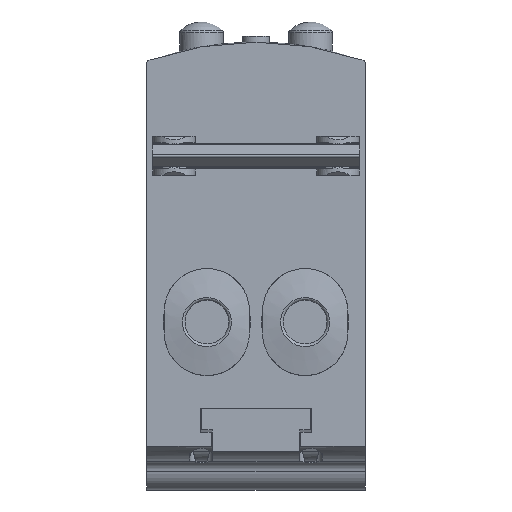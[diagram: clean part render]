
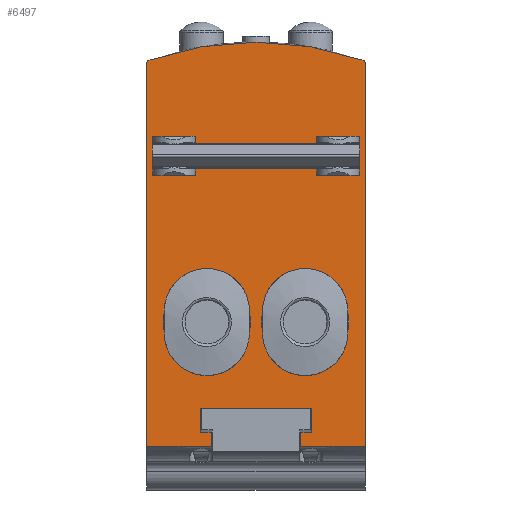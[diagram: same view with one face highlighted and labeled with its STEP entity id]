
A CAD part, front view. The second image highlights one B-rep face of the part: STEP entity #6497.
In plain terms, the highlighted planar face has unit normal (0, -1, 0).
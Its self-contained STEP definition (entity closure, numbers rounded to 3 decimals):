
#75=PLANE('',#6868);
#353=CIRCLE('',#6845,30.);
#366=CIRCLE('',#6869,0.3);
#367=CIRCLE('',#6870,0.3);
#368=CIRCLE('',#6871,4.);
#369=CIRCLE('',#6872,4.);
#680=ORIENTED_EDGE('',*,*,#2014,.F.);
#681=ORIENTED_EDGE('',*,*,#2044,.F.);
#682=ORIENTED_EDGE('',*,*,#2025,.F.);
#683=ORIENTED_EDGE('',*,*,#2155,.F.);
#684=ORIENTED_EDGE('',*,*,#2048,.F.);
#685=ORIENTED_EDGE('',*,*,#2078,.F.);
#686=ORIENTED_EDGE('',*,*,#2059,.F.);
#687=ORIENTED_EDGE('',*,*,#2156,.F.);
#688=ORIENTED_EDGE('',*,*,#2027,.F.);
#689=ORIENTED_EDGE('',*,*,#2157,.T.);
#690=ORIENTED_EDGE('',*,*,#2031,.F.);
#691=ORIENTED_EDGE('',*,*,#2042,.T.);
#692=ORIENTED_EDGE('',*,*,#2061,.F.);
#693=ORIENTED_EDGE('',*,*,#2158,.T.);
#694=ORIENTED_EDGE('',*,*,#2065,.F.);
#695=ORIENTED_EDGE('',*,*,#2076,.T.);
#696=ORIENTED_EDGE('',*,*,#2159,.F.);
#697=ORIENTED_EDGE('',*,*,#2160,.F.);
#698=ORIENTED_EDGE('',*,*,#2161,.F.);
#699=ORIENTED_EDGE('',*,*,#2094,.F.);
#700=ORIENTED_EDGE('',*,*,#2162,.F.);
#701=ORIENTED_EDGE('',*,*,#2163,.T.);
#702=ORIENTED_EDGE('',*,*,#2164,.F.);
#703=ORIENTED_EDGE('',*,*,#2165,.T.);
#704=ORIENTED_EDGE('',*,*,#2166,.T.);
#705=ORIENTED_EDGE('',*,*,#2167,.T.);
#706=ORIENTED_EDGE('',*,*,#2144,.T.);
#707=ORIENTED_EDGE('',*,*,#2168,.T.);
#708=ORIENTED_EDGE('',*,*,#2152,.T.);
#709=ORIENTED_EDGE('',*,*,#2169,.T.);
#710=ORIENTED_EDGE('',*,*,#2170,.T.);
#711=ORIENTED_EDGE('',*,*,#2171,.T.);
#712=ORIENTED_EDGE('',*,*,#2172,.F.);
#713=ORIENTED_EDGE('',*,*,#2173,.F.);
#2014=EDGE_CURVE('',#2757,#2758,#3259,.F.);
#2025=EDGE_CURVE('',#2768,#2754,#3260,.T.);
#2027=EDGE_CURVE('',#2769,#2771,#3261,.F.);
#2031=EDGE_CURVE('',#2774,#2775,#3262,.T.);
#2042=EDGE_CURVE('',#2774,#2771,#3264,.T.);
#2044=EDGE_CURVE('',#2754,#2757,#3266,.T.);
#2048=EDGE_CURVE('',#2787,#2788,#3267,.F.);
#2059=EDGE_CURVE('',#2798,#2784,#3268,.T.);
#2061=EDGE_CURVE('',#2799,#2801,#3269,.F.);
#2065=EDGE_CURVE('',#2804,#2805,#3270,.T.);
#2076=EDGE_CURVE('',#2804,#2801,#3272,.T.);
#2078=EDGE_CURVE('',#2784,#2787,#3274,.T.);
#2094=EDGE_CURVE('',#2829,#2830,#353,.T.);
#2144=EDGE_CURVE('',#2875,#2874,#3307,.T.);
#2152=EDGE_CURVE('',#2883,#2882,#3315,.T.);
#2155=EDGE_CURVE('',#2758,#2768,#3318,.T.);
#2156=EDGE_CURVE('',#2788,#2798,#3319,.T.);
#2157=EDGE_CURVE('',#2769,#2775,#3320,.T.);
#2158=EDGE_CURVE('',#2799,#2805,#3321,.T.);
#2159=EDGE_CURVE('',#2885,#2886,#3322,.T.);
#2160=EDGE_CURVE('',#2887,#2885,#3323,.T.);
#2161=EDGE_CURVE('',#2830,#2887,#366,.T.);
#2162=EDGE_CURVE('',#2888,#2829,#367,.T.);
#2163=EDGE_CURVE('',#2888,#2889,#3324,.T.);
#2164=EDGE_CURVE('',#2890,#2889,#3325,.T.);
#2165=EDGE_CURVE('',#2890,#2891,#3326,.T.);
#2166=EDGE_CURVE('',#2891,#2892,#3327,.T.);
#2167=EDGE_CURVE('',#2892,#2875,#3328,.T.);
#2168=EDGE_CURVE('',#2874,#2883,#3329,.T.);
#2169=EDGE_CURVE('',#2882,#2893,#3330,.T.);
#2170=EDGE_CURVE('',#2893,#2894,#3331,.T.);
#2171=EDGE_CURVE('',#2894,#2886,#3332,.T.);
#2172=EDGE_CURVE('',#2895,#2895,#368,.F.);
#2173=EDGE_CURVE('',#2896,#2896,#369,.F.);
#2754=VERTEX_POINT('',#8824);
#2757=VERTEX_POINT('',#8829);
#2758=VERTEX_POINT('',#8831);
#2768=VERTEX_POINT('',#8869);
#2769=VERTEX_POINT('',#8873);
#2771=VERTEX_POINT('',#8876);
#2774=VERTEX_POINT('',#8882);
#2775=VERTEX_POINT('',#8884);
#2784=VERTEX_POINT('',#8928);
#2787=VERTEX_POINT('',#8933);
#2788=VERTEX_POINT('',#8935);
#2798=VERTEX_POINT('',#8973);
#2799=VERTEX_POINT('',#8977);
#2801=VERTEX_POINT('',#8980);
#2804=VERTEX_POINT('',#8986);
#2805=VERTEX_POINT('',#8988);
#2829=VERTEX_POINT('',#9073);
#2830=VERTEX_POINT('',#9074);
#2874=VERTEX_POINT('',#9233);
#2875=VERTEX_POINT('',#9235);
#2882=VERTEX_POINT('',#9249);
#2883=VERTEX_POINT('',#9251);
#2885=VERTEX_POINT('',#9261);
#2886=VERTEX_POINT('',#9262);
#2887=VERTEX_POINT('',#9264);
#2888=VERTEX_POINT('',#9267);
#2889=VERTEX_POINT('',#9269);
#2890=VERTEX_POINT('',#9271);
#2891=VERTEX_POINT('',#9273);
#2892=VERTEX_POINT('',#9275);
#2893=VERTEX_POINT('',#9279);
#2894=VERTEX_POINT('',#9281);
#2895=VERTEX_POINT('',#9284);
#2896=VERTEX_POINT('',#9286);
#3259=LINE('',#8830,#3736);
#3260=LINE('',#8870,#3737);
#3261=LINE('',#8875,#3738);
#3262=LINE('',#8883,#3739);
#3264=LINE('',#8922,#3741);
#3266=LINE('',#8925,#3743);
#3267=LINE('',#8934,#3744);
#3268=LINE('',#8974,#3745);
#3269=LINE('',#8979,#3746);
#3270=LINE('',#8987,#3747);
#3272=LINE('',#9026,#3749);
#3274=LINE('',#9029,#3751);
#3307=LINE('',#9234,#3784);
#3315=LINE('',#9250,#3792);
#3318=LINE('',#9256,#3795);
#3319=LINE('',#9257,#3796);
#3320=LINE('',#9258,#3797);
#3321=LINE('',#9259,#3798);
#3322=LINE('',#9260,#3799);
#3323=LINE('',#9263,#3800);
#3324=LINE('',#9268,#3801);
#3325=LINE('',#9270,#3802);
#3326=LINE('',#9272,#3803);
#3327=LINE('',#9274,#3804);
#3328=LINE('',#9276,#3805);
#3329=LINE('',#9277,#3806);
#3330=LINE('',#9278,#3807);
#3331=LINE('',#9280,#3808);
#3332=LINE('',#9282,#3809);
#3736=VECTOR('',#7331,1000.);
#3737=VECTOR('',#7340,1000.);
#3738=VECTOR('',#7345,1000.);
#3739=VECTOR('',#7352,1000.);
#3741=VECTOR('',#7362,1000.);
#3743=VECTOR('',#7366,1000.);
#3744=VECTOR('',#7375,1000.);
#3745=VECTOR('',#7384,1000.);
#3746=VECTOR('',#7389,1000.);
#3747=VECTOR('',#7396,1000.);
#3749=VECTOR('',#7406,1000.);
#3751=VECTOR('',#7410,1000.);
#3784=VECTOR('',#7511,1000.);
#3792=VECTOR('',#7519,1000.);
#3795=VECTOR('',#7524,1000.);
#3796=VECTOR('',#7525,1000.);
#3797=VECTOR('',#7526,1000.);
#3798=VECTOR('',#7527,1000.);
#3799=VECTOR('',#7528,1000.);
#3800=VECTOR('',#7529,1000.);
#3801=VECTOR('',#7534,1000.);
#3802=VECTOR('',#7535,1000.);
#3803=VECTOR('',#7536,1000.);
#3804=VECTOR('',#7537,1000.);
#3805=VECTOR('',#7538,1000.);
#3806=VECTOR('',#7539,1000.);
#3807=VECTOR('',#7540,1000.);
#3808=VECTOR('',#7541,1000.);
#3809=VECTOR('',#7542,1000.);
#4248=EDGE_LOOP('',(#680,#681,#682,#683));
#4249=EDGE_LOOP('',(#684,#685,#686,#687));
#4250=EDGE_LOOP('',(#688,#689,#690,#691));
#4251=EDGE_LOOP('',(#692,#693,#694,#695));
#4252=EDGE_LOOP('',(#696,#697,#698,#699,#700,#701,#702,#703,#704,#705,#706,
#707,#708,#709,#710,#711));
#4253=EDGE_LOOP('',(#712));
#4254=EDGE_LOOP('',(#713));
#4616=FACE_BOUND('',#4248,.T.);
#4617=FACE_BOUND('',#4249,.T.);
#4618=FACE_BOUND('',#4250,.T.);
#4619=FACE_BOUND('',#4251,.T.);
#4620=FACE_BOUND('',#4252,.T.);
#4621=FACE_BOUND('',#4253,.T.);
#4622=FACE_BOUND('',#4254,.T.);
#6497=ADVANCED_FACE('',(#4616,#4617,#4618,#4619,#4620,#4621,#4622),#75,
 .F.);
#6845=AXIS2_PLACEMENT_3D('',#9072,#7438,#7439);
#6868=AXIS2_PLACEMENT_3D('',#9255,#7522,#7523);
#6869=AXIS2_PLACEMENT_3D('',#9265,#7530,#7531);
#6870=AXIS2_PLACEMENT_3D('',#9266,#7532,#7533);
#6871=AXIS2_PLACEMENT_3D('',#9283,#7543,#7544);
#6872=AXIS2_PLACEMENT_3D('',#9285,#7545,#7546);
#7331=DIRECTION('',(0.,0.,-1.));
#7340=DIRECTION('',(0.,0.,-1.));
#7345=DIRECTION('',(0.,0.,-1.));
#7352=DIRECTION('',(0.,0.,-1.));
#7362=DIRECTION('',(1.,0.,0.));
#7366=DIRECTION('',(1.,0.,0.));
#7375=DIRECTION('',(0.,0.,-1.));
#7384=DIRECTION('',(0.,0.,-1.));
#7389=DIRECTION('',(0.,0.,-1.));
#7396=DIRECTION('',(0.,0.,-1.));
#7406=DIRECTION('',(1.,0.,0.));
#7410=DIRECTION('',(1.,0.,0.));
#7438=DIRECTION('',(0.,1.,0.));
#7439=DIRECTION('',(1.,0.,0.));
#7511=DIRECTION('',(1.,0.,0.));
#7519=DIRECTION('',(1.,0.,0.));
#7522=DIRECTION('',(0.,1.,0.));
#7523=DIRECTION('',(0.,0.,1.));
#7524=DIRECTION('',(-1.,0.,0.));
#7525=DIRECTION('',(-1.,0.,0.));
#7526=DIRECTION('',(-1.,0.,0.));
#7527=DIRECTION('',(-1.,0.,0.));
#7528=DIRECTION('',(-1.,0.,0.));
#7529=DIRECTION('',(0.,0.,-1.));
#7530=DIRECTION('',(0.,1.,0.));
#7531=DIRECTION('',(1.,0.,0.));
#7532=DIRECTION('',(0.,1.,0.));
#7533=DIRECTION('',(1.,0.,0.));
#7534=DIRECTION('',(0.,0.,-1.));
#7535=DIRECTION('',(-1.,0.,0.));
#7536=DIRECTION('',(0.,0.,1.));
#7537=DIRECTION('',(-1.,0.,0.));
#7538=DIRECTION('',(0.,0.,1.));
#7539=DIRECTION('',(1.,0.,0.));
#7540=DIRECTION('',(0.,0.,-1.));
#7541=DIRECTION('',(-1.,0.,0.));
#7542=DIRECTION('',(0.,0.,-1.));
#7543=DIRECTION('',(0.,1.,0.));
#7544=DIRECTION('',(0.,0.,1.));
#7545=DIRECTION('',(0.,1.,0.));
#7546=DIRECTION('',(0.,0.,1.));
#8824=CARTESIAN_POINT('',(5.564,0.,24.8));
#8829=CARTESIAN_POINT('',(9.436,0.,24.8));
#8830=CARTESIAN_POINT('',(9.436,0.,28.4));
#8831=CARTESIAN_POINT('',(9.436,0.,25.4));
#8869=CARTESIAN_POINT('',(5.564,0.,25.4));
#8870=CARTESIAN_POINT('',(5.564,0.,28.4));
#8873=CARTESIAN_POINT('',(9.436,0.,27.8));
#8875=CARTESIAN_POINT('',(9.436,0.,28.4));
#8876=CARTESIAN_POINT('',(9.436,0.,28.4));
#8882=CARTESIAN_POINT('',(5.564,0.,28.4));
#8883=CARTESIAN_POINT('',(5.564,0.,28.4));
#8884=CARTESIAN_POINT('',(5.564,0.,27.8));
#8922=CARTESIAN_POINT('',(10.,0.,28.4));
#8925=CARTESIAN_POINT('',(10.,0.,24.8));
#8928=CARTESIAN_POINT('',(-9.436,0.,24.8));
#8933=CARTESIAN_POINT('',(-5.564,0.,24.8));
#8934=CARTESIAN_POINT('',(-5.564,0.,28.4));
#8935=CARTESIAN_POINT('',(-5.564,0.,25.4));
#8973=CARTESIAN_POINT('',(-9.436,0.,25.4));
#8974=CARTESIAN_POINT('',(-9.436,0.,28.4));
#8977=CARTESIAN_POINT('',(-5.564,0.,27.8));
#8979=CARTESIAN_POINT('',(-5.564,0.,28.4));
#8980=CARTESIAN_POINT('',(-5.564,0.,28.4));
#8986=CARTESIAN_POINT('',(-9.436,0.,28.4));
#8987=CARTESIAN_POINT('',(-9.436,0.,28.4));
#8988=CARTESIAN_POINT('',(-9.436,0.,27.8));
#9026=CARTESIAN_POINT('',(10.,0.,28.4));
#9029=CARTESIAN_POINT('',(10.,0.,24.8));
#9072=CARTESIAN_POINT('',(0.,0.,7.));
#9073=CARTESIAN_POINT('',(-9.798,0.,35.355));
#9074=CARTESIAN_POINT('',(9.798,0.,35.355));
#9233=CARTESIAN_POINT('',(-5.,0.,3.5));
#9234=CARTESIAN_POINT('',(-5.1,0.,3.5));
#9235=CARTESIAN_POINT('',(-5.1,0.,3.5));
#9249=CARTESIAN_POINT('',(5.1,0.,3.5));
#9250=CARTESIAN_POINT('',(-5.1,0.,3.5));
#9251=CARTESIAN_POINT('',(5.,0.,3.5));
#9255=CARTESIAN_POINT('',(10.,0.,34.5));
#9256=CARTESIAN_POINT('',(10.,0.,25.4));
#9257=CARTESIAN_POINT('',(10.,0.,25.4));
#9258=CARTESIAN_POINT('',(10.,0.,27.8));
#9259=CARTESIAN_POINT('',(10.,0.,27.8));
#9260=CARTESIAN_POINT('',(10.,0.,0.));
#9261=CARTESIAN_POINT('',(10.,0.,0.));
#9262=CARTESIAN_POINT('',(4.1,0.,0.));
#9263=CARTESIAN_POINT('',(10.,0.,34.5));
#9264=CARTESIAN_POINT('',(10.,0.,35.071));
#9265=CARTESIAN_POINT('',(9.7,0.,35.071));
#9266=CARTESIAN_POINT('',(-9.7,0.,35.071));
#9267=CARTESIAN_POINT('',(-10.,0.,35.071));
#9268=CARTESIAN_POINT('',(-10.,0.,34.5));
#9269=CARTESIAN_POINT('',(-10.,0.,0.));
#9270=CARTESIAN_POINT('',(10.,0.,0.));
#9271=CARTESIAN_POINT('',(-4.1,0.,0.));
#9272=CARTESIAN_POINT('',(-4.1,0.,0.));
#9273=CARTESIAN_POINT('',(-4.1,0.,1.3));
#9274=CARTESIAN_POINT('',(-4.1,0.,1.3));
#9275=CARTESIAN_POINT('',(-5.1,0.,1.3));
#9276=CARTESIAN_POINT('',(-5.1,0.,1.3));
#9277=CARTESIAN_POINT('',(-5.1,0.,3.5));
#9278=CARTESIAN_POINT('',(5.1,0.,3.5));
#9279=CARTESIAN_POINT('',(5.1,0.,1.3));
#9280=CARTESIAN_POINT('',(5.1,0.,1.3));
#9281=CARTESIAN_POINT('',(4.1,0.,1.3));
#9282=CARTESIAN_POINT('',(4.1,0.,1.3));
#9283=CARTESIAN_POINT('',(-4.5,0.,11.375));
#9284=CARTESIAN_POINT('',(-4.5,0.,15.375));
#9285=CARTESIAN_POINT('',(4.5,0.,11.375));
#9286=CARTESIAN_POINT('',(4.5,0.,15.375));
